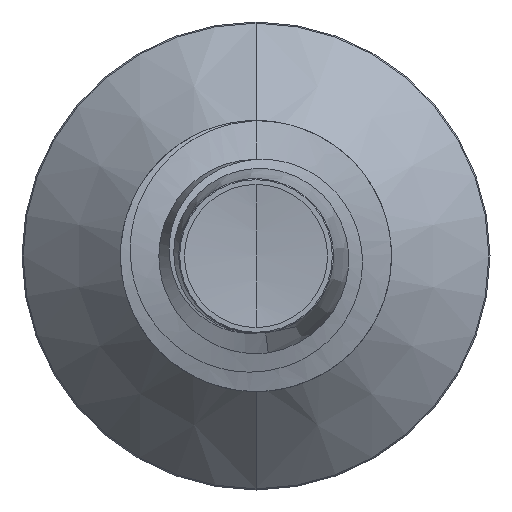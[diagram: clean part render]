
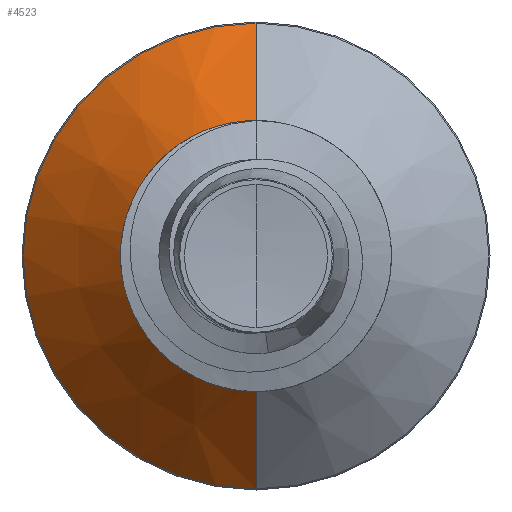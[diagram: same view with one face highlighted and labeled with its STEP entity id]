
A CAD part, front view. The second image highlights one B-rep face of the part: STEP entity #4523.
In plain terms, the highlighted conical face has half-angle 45 degrees and reference radius 1.034 mm.
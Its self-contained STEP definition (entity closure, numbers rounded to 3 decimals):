
#83 = VERTEX_POINT ( 'NONE', #3822 ) ;
#113 = ORIENTED_EDGE ( 'NONE', *, *, #9704, .F. ) ;
#531 = CIRCLE ( 'NONE', #3442, 1.034 ) ;
#682 = CONICAL_SURFACE ( 'NONE', #5548, 1.034, 0.785 ) ;
#709 = CARTESIAN_POINT ( 'NONE',  ( 0., 3.784, 0. ) ) ;
#848 = CARTESIAN_POINT ( 'NONE',  ( 0., 3.784, 1.034 ) ) ;
#1460 = VERTEX_POINT ( 'NONE', #5988 ) ;
#2045 = CARTESIAN_POINT ( 'NONE',  ( 0., 3.784, 0. ) ) ;
#2548 = DIRECTION ( 'NONE',  ( 0., 1., 0. ) ) ;
#2851 = DIRECTION ( 'NONE',  ( 0., 0., 1. ) ) ;
#3045 = DIRECTION ( 'NONE',  ( 0., 0.707, -0.707 ) ) ;
#3442 = AXIS2_PLACEMENT_3D ( 'NONE', #2045, #7709, #2851 ) ;
#3777 = ORIENTED_EDGE ( 'NONE', *, *, #7811, .T. ) ;
#3783 = VECTOR ( 'NONE', #3045, 1000. ) ;
#3822 = CARTESIAN_POINT ( 'NONE',  ( 0., 3.784, -1.034 ) ) ;
#4523 = ADVANCED_FACE ( 'NONE', ( #9227 ), #682, .T. ) ;
#4555 = DIRECTION ( 'NONE',  ( 0., 0.707, 0.707 ) ) ;
#4667 = VECTOR ( 'NONE', #4555, 1000. ) ;
#5516 = DIRECTION ( 'NONE',  ( 0., 0., 1. ) ) ;
#5548 = AXIS2_PLACEMENT_3D ( 'NONE', #709, #7131, #5516 ) ;
#5590 = CARTESIAN_POINT ( 'NONE',  ( 0., 4.64, -1.89 ) ) ;
#5988 = CARTESIAN_POINT ( 'NONE',  ( 0., 4.64, 1.89 ) ) ;
#6554 = VERTEX_POINT ( 'NONE', #5590 ) ;
#6646 = VERTEX_POINT ( 'NONE', #848 ) ;
#6989 = EDGE_CURVE ( 'NONE', #6554, #1460, #8104, .T. ) ;
#7131 = DIRECTION ( 'NONE',  ( 0., 1., 0. ) ) ;
#7410 = CARTESIAN_POINT ( 'NONE',  ( 0., 4.64, 0. ) ) ;
#7709 = DIRECTION ( 'NONE',  ( 0., 1., 0. ) ) ;
#7783 = ORIENTED_EDGE ( 'NONE', *, *, #6989, .F. ) ;
#7811 = EDGE_CURVE ( 'NONE', #6646, #1460, #8975, .T. ) ;
#8094 = LINE ( 'NONE', #9168, #3783 ) ;
#8104 = CIRCLE ( 'NONE', #8928, 1.89 ) ;
#8230 = DIRECTION ( 'NONE',  ( 0., 0., 1. ) ) ;
#8928 = AXIS2_PLACEMENT_3D ( 'NONE', #7410, #2548, #8230 ) ;
#8975 = LINE ( 'NONE', #9398, #4667 ) ;
#8996 = ORIENTED_EDGE ( 'NONE', *, *, #9156, .T. ) ;
#9156 = EDGE_CURVE ( 'NONE', #83, #6646, #531, .T. ) ;
#9168 = CARTESIAN_POINT ( 'NONE',  ( 0., 3.784, -1.034 ) ) ;
#9209 = EDGE_LOOP ( 'NONE', ( #113, #8996, #3777, #7783 ) ) ;
#9227 = FACE_OUTER_BOUND ( 'NONE', #9209, .T. ) ;
#9398 = CARTESIAN_POINT ( 'NONE',  ( 0., 3.784, 1.034 ) ) ;
#9704 = EDGE_CURVE ( 'NONE', #83, #6554, #8094, .T. ) ;
